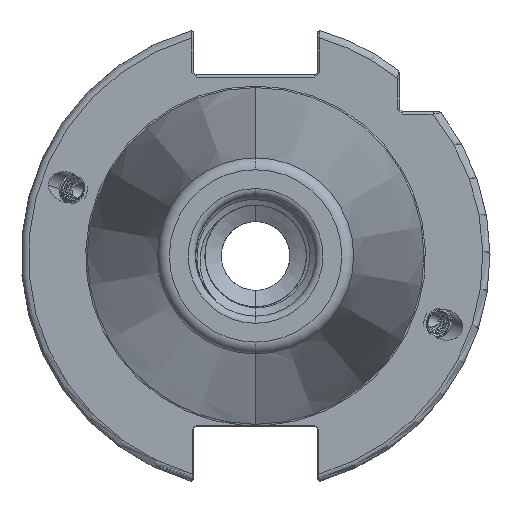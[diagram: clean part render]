
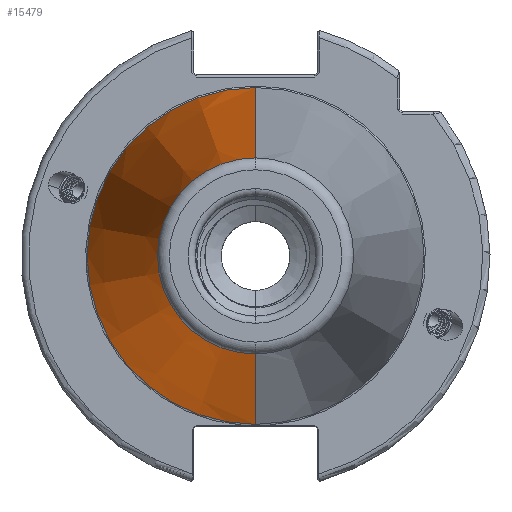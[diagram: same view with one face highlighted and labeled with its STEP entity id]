
A CAD part, left-side view. The second image highlights one B-rep face of the part: STEP entity #15479.
In plain terms, the highlighted conical face has half-angle 8.297 degrees and reference radius 35.392 mm.
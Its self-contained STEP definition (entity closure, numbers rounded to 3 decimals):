
#1675 = CIRCLE ( 'NONE', #4442, 20.399 ) ;
#2550 = FACE_OUTER_BOUND ( 'NONE', #26705, .T. ) ;
#2566 = CONICAL_SURFACE ( 'NONE', #4285, 35.392, 0.145 ) ;
#3228 = DIRECTION ( 'NONE',  ( 0., 0., -1. ) ) ;
#3243 = CARTESIAN_POINT ( 'NONE',  ( 0., 0., 0. ) ) ;
#3245 = DIRECTION ( 'NONE',  ( 1., 0., 0. ) ) ;
#4078 = AXIS2_PLACEMENT_3D ( 'NONE', #21795, #21759, #21746 ) ;
#4095 = AXIS2_PLACEMENT_3D ( 'NONE', #20167, #20179, #20150 ) ;
#4285 = AXIS2_PLACEMENT_3D ( 'NONE', #3243, #3245, #3228 ) ;
#4442 = AXIS2_PLACEMENT_3D ( 'NONE', #25780, #25787, #25801 ) ;
#4845 = VERTEX_POINT ( 'NONE', #25413 ) ;
#4901 = VERTEX_POINT ( 'NONE', #25477 ) ;
#4918 = VERTEX_POINT ( 'NONE', #25653 ) ;
#4936 = VERTEX_POINT ( 'NONE', #25600 ) ;
#4949 = VERTEX_POINT ( 'NONE', #25683 ) ;
#7066 = CIRCLE ( 'NONE', #4078, 35.027 ) ;
#7408 = LINE ( 'NONE', #19685, #7434 ) ;
#7434 = VECTOR ( 'NONE', #19695, 1000. ) ;
#7920 = LINE ( 'NONE', #20679, #7931 ) ;
#7931 = VECTOR ( 'NONE', #20690, 1000. ) ;
#7936 = CIRCLE ( 'NONE', #4095, 35.027 ) ;
#15479 = ADVANCED_FACE ( 'NONE', ( #2550 ), #2566, .T. ) ;
#19572 = ORIENTED_EDGE ( 'NONE', *, *, #26867, .T. ) ;
#19588 = ORIENTED_EDGE ( 'NONE', *, *, #29598, .F. ) ;
#19685 = CARTESIAN_POINT ( 'NONE',  ( 0., 0., -35.392 ) ) ;
#19695 = DIRECTION ( 'NONE',  ( 0.99, 0., -0.144 ) ) ;
#20150 = DIRECTION ( 'NONE',  ( 0., 1., 0. ) ) ;
#20167 = CARTESIAN_POINT ( 'NONE',  ( -2.5, 0., 0. ) ) ;
#20179 = DIRECTION ( 'NONE',  ( 1., 0., 0. ) ) ;
#20679 = CARTESIAN_POINT ( 'NONE',  ( 0., 0., 35.392 ) ) ;
#20690 = DIRECTION ( 'NONE',  ( 0.99, 0., 0.144 ) ) ;
#21746 = DIRECTION ( 'NONE',  ( 0., 1., 0. ) ) ;
#21759 = DIRECTION ( 'NONE',  ( 1., 0., 0. ) ) ;
#21795 = CARTESIAN_POINT ( 'NONE',  ( -2.5, 0., 0. ) ) ;
#25413 = CARTESIAN_POINT ( 'NONE',  ( -102.811, 0., 20.399 ) ) ;
#25477 = CARTESIAN_POINT ( 'NONE',  ( -102.811, 0., -20.399 ) ) ;
#25600 = CARTESIAN_POINT ( 'NONE',  ( -2.5, 35.027, 0. ) ) ;
#25653 = CARTESIAN_POINT ( 'NONE',  ( -2.5, 0., -35.027 ) ) ;
#25683 = CARTESIAN_POINT ( 'NONE',  ( -2.5, 0., 35.027 ) ) ;
#25780 = CARTESIAN_POINT ( 'NONE',  ( -102.811, 0., 0. ) ) ;
#25787 = DIRECTION ( 'NONE',  ( 1., 0., 0. ) ) ;
#25801 = DIRECTION ( 'NONE',  ( 0., 0., 1. ) ) ;
#26559 = ORIENTED_EDGE ( 'NONE', *, *, #27545, .F. ) ;
#26621 = ORIENTED_EDGE ( 'NONE', *, *, #27561, .T. ) ;
#26705 = EDGE_LOOP ( 'NONE', ( #19572, #26621, #26559, #19588, #29575 ) ) ;
#26867 = EDGE_CURVE ( 'NONE', #4901, #4845, #1675, .T. ) ;
#27545 = EDGE_CURVE ( 'NONE', #4936, #4949, #7936, .T. ) ;
#27561 = EDGE_CURVE ( 'NONE', #4845, #4949, #7920, .T. ) ;
#29575 = ORIENTED_EDGE ( 'NONE', *, *, #30074, .F. ) ;
#29598 = EDGE_CURVE ( 'NONE', #4918, #4936, #7066, .T. ) ;
#30074 = EDGE_CURVE ( 'NONE', #4901, #4918, #7408, .T. ) ;
